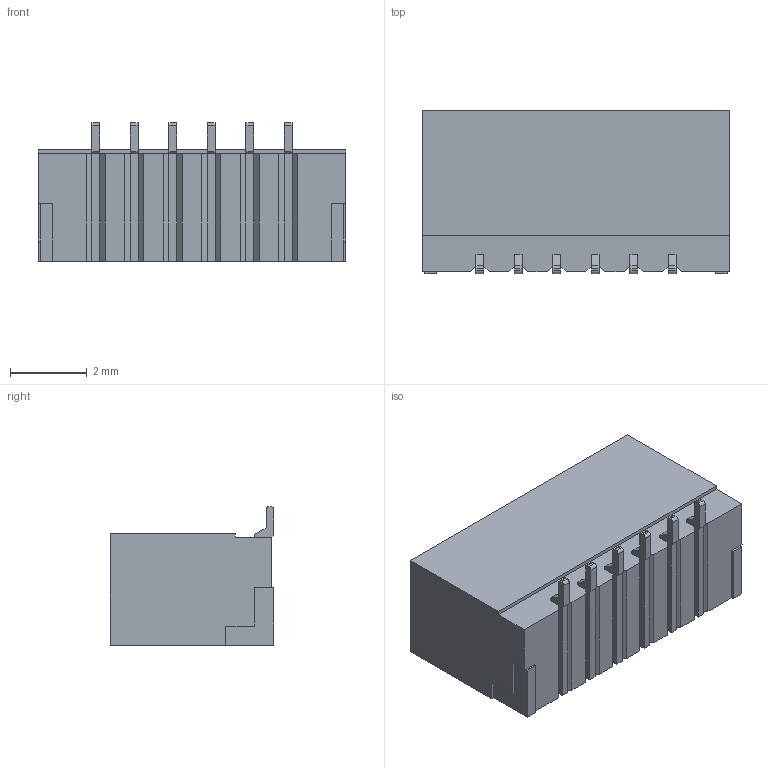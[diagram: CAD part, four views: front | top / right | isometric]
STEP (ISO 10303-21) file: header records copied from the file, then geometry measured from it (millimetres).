
FILE_DESCRIPTION (( 'STEP AP214' ), '1' );
FILE_NAME ('7C021023-7CF0-4E6C-905A-2D45B81E96B3.STEP', '2024-08-15T01:53:43', ( '' ), ( '' ), 'SwSTEP 2.0', 'SolidWorks 2022', '' );
FILE_SCHEMA (( 'AUTOMOTIVE_DESIGN' ));
Length unit declared in the file: millimetre
Products named in the file (1): 7C021023-7CF0-4E6C-905A-2D45B81E96B3
Bounding box: 8 x 4.25 x 3.6 mm (x, y, z)
Volume: 52.5 mm3; surface area: 259.7 mm2
Topology: 9 solids, 9 shells, 305 faces, 734 edges, 448 vertices
Faces by surface type: plane 221, cylinder 60, bspline 24
Entity records: 8928 total; most frequent: CARTESIAN_POINT 1926, ORIENTED_EDGE 1444, DIRECTION 1352, EDGE_CURVE 722, LINE 596, VECTOR 596, VERTEX_POINT 448, AXIS2_PLACEMENT_3D 378
